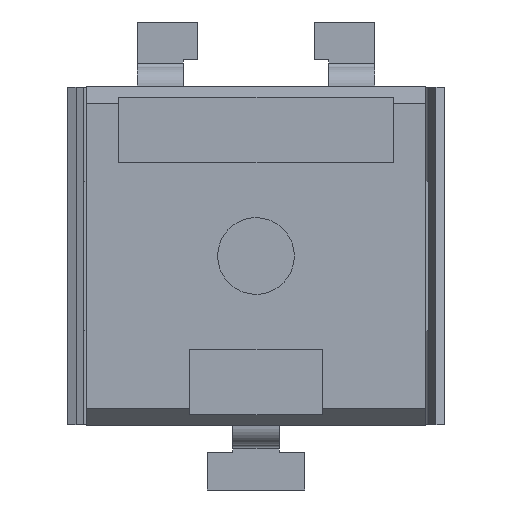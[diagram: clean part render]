
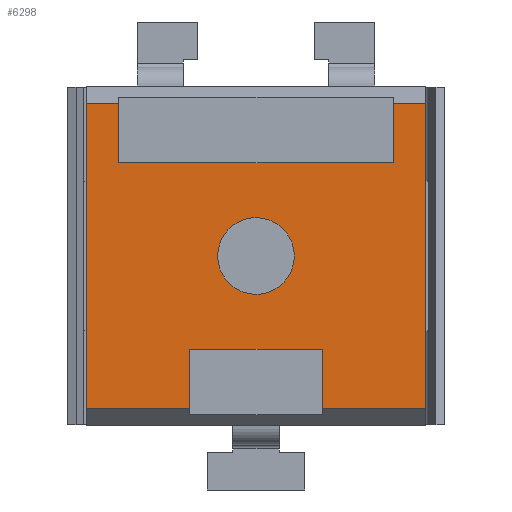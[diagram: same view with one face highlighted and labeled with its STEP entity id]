
A CAD part, front view. The second image highlights one B-rep face of the part: STEP entity #6298.
In plain terms, the highlighted planar face has unit normal (0, -1, 0).
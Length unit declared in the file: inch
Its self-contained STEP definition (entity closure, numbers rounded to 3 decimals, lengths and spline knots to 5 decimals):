
#1350=DIRECTION('',(-1.,0.,0.));
#1351=VECTOR('',#1350,0.054);
#1352=CARTESIAN_POINT('',(0.054,0.,-0.16906));
#1353=LINE('',#1352,#1351);
#1354=DIRECTION('',(0.,0.,1.));
#1355=VECTOR('',#1354,0.15912);
#1356=CARTESIAN_POINT('',(0.,0.,-0.16906));
#1357=LINE('',#1356,#1355);
#1358=DIRECTION('',(1.,0.,0.));
#1359=VECTOR('',#1358,0.017);
#1360=CARTESIAN_POINT('',(0.,0.,-0.00994));
#1361=LINE('',#1360,#1359);
#1362=DIRECTION('',(0.,0.,-1.));
#1363=VECTOR('',#1362,0.03096);
#1364=CARTESIAN_POINT('',(0.017,0.,-0.00994));
#1365=LINE('',#1364,#1363);
#1366=DIRECTION('',(1.,0.,0.));
#1367=VECTOR('',#1366,0.143);
#1368=CARTESIAN_POINT('',(0.017,0.,-0.0409));
#1369=LINE('',#1368,#1367);
#1370=DIRECTION('',(0.,0.,1.));
#1371=VECTOR('',#1370,0.03096);
#1372=CARTESIAN_POINT('',(0.16,0.,-0.0409));
#1373=LINE('',#1372,#1371);
#1374=DIRECTION('',(1.,0.,0.));
#1375=VECTOR('',#1374,0.017);
#1376=CARTESIAN_POINT('',(0.16,0.,-0.00994));
#1377=LINE('',#1376,#1375);
#1378=DIRECTION('',(0.,0.,-1.));
#1379=VECTOR('',#1378,0.15912);
#1380=CARTESIAN_POINT('',(0.177,0.,-0.00994));
#1381=LINE('',#1380,#1379);
#1382=DIRECTION('',(-1.,0.,0.));
#1383=VECTOR('',#1382,0.054);
#1384=CARTESIAN_POINT('',(0.177,0.,-0.16906));
#1385=LINE('',#1384,#1383);
#1386=DIRECTION('',(0.,0.,1.));
#1387=VECTOR('',#1386,0.03096);
#1388=CARTESIAN_POINT('',(0.123,0.,-0.16906));
#1389=LINE('',#1388,#1387);
#1390=DIRECTION('',(-1.,0.,0.));
#1391=VECTOR('',#1390,0.069);
#1392=CARTESIAN_POINT('',(0.123,0.,-0.1381));
#1393=LINE('',#1392,#1391);
#1394=DIRECTION('',(0.,0.,-1.));
#1395=VECTOR('',#1394,0.03096);
#1396=CARTESIAN_POINT('',(0.054,0.,-0.1381));
#1397=LINE('',#1396,#1395);
#1398=CARTESIAN_POINT('',(0.0885,0.,-0.0895));
#1399=DIRECTION('',(0.,-1.,0.));
#1400=DIRECTION('',(-1.,0.,0.));
#1401=AXIS2_PLACEMENT_3D('',#1398,#1399,#1400);
#1403=CARTESIAN_POINT('',(0.0885,0.,-0.0895));
#1404=DIRECTION('',(0.,-1.,0.));
#1405=DIRECTION('',(0.998,0.,-0.063));
#1406=AXIS2_PLACEMENT_3D('',#1403,#1404,#1405);
#1408=CARTESIAN_POINT('',(0.0885,0.,-0.0895));
#1409=DIRECTION('',(0.,-1.,0.));
#1410=DIRECTION('',(1.,0.,0.));
#1411=AXIS2_PLACEMENT_3D('',#1408,#1409,#1410);
#1413=CARTESIAN_POINT('',(0.0885,0.,-0.0895));
#1414=DIRECTION('',(0.,-1.,0.));
#1415=DIRECTION('',(-0.998,0.,0.063));
#1416=AXIS2_PLACEMENT_3D('',#1413,#1414,#1415);
#4695=CARTESIAN_POINT('',(0.,0.,-0.16906));
#4697=VERTEX_POINT('',#4695);
#4717=CARTESIAN_POINT('',(0.,0.,-0.00994));
#4718=VERTEX_POINT('',#4717);
#4720=CARTESIAN_POINT('',(0.054,0.,-0.16906));
#4722=VERTEX_POINT('',#4720);
#4725=CARTESIAN_POINT('',(0.123,0.,-0.16906));
#4726=VERTEX_POINT('',#4725);
#4727=CARTESIAN_POINT('',(0.177,0.,-0.16906));
#4728=VERTEX_POINT('',#4727);
#4731=CARTESIAN_POINT('',(0.054,0.,-0.1381));
#4732=VERTEX_POINT('',#4731);
#4735=CARTESIAN_POINT('',(0.017,0.,-0.00994));
#4736=VERTEX_POINT('',#4735);
#4737=CARTESIAN_POINT('',(0.017,0.,-0.0409));
#4738=VERTEX_POINT('',#4737);
#4739=CARTESIAN_POINT('',(0.16,0.,-0.0409));
#4740=VERTEX_POINT('',#4739);
#4741=CARTESIAN_POINT('',(0.16,0.,-0.00994));
#4742=VERTEX_POINT('',#4741);
#4743=CARTESIAN_POINT('',(0.177,0.,-0.00994));
#4744=VERTEX_POINT('',#4743);
#4745=CARTESIAN_POINT('',(0.123,0.,-0.1381));
#4746=VERTEX_POINT('',#4745);
#4747=CARTESIAN_POINT('',(0.0685,0.,-0.0895));
#4748=CARTESIAN_POINT('',(0.10846,0.,-0.09076));
#4749=VERTEX_POINT('',#4747);
#4750=VERTEX_POINT('',#4748);
#4751=CARTESIAN_POINT('',(0.1085,0.,-0.0895));
#4752=VERTEX_POINT('',#4751);
#4753=CARTESIAN_POINT('',(0.06854,0.,-0.08824));
#4754=VERTEX_POINT('',#4753);
#6261=CARTESIAN_POINT('',(0.0885,0.,-0.0895));
#6262=DIRECTION('',(0.,1.,0.));
#6263=DIRECTION('',(1.,0.,0.));
#6264=AXIS2_PLACEMENT_3D('',#6261,#6262,#6263);
#6265=PLANE('',#6264);
#6266=ORIENTED_EDGE('',*,*,#6241,.T.);
#6267=ORIENTED_EDGE('',*,*,#6218,.T.);
#6269=ORIENTED_EDGE('',*,*,#6268,.T.);
#6271=ORIENTED_EDGE('',*,*,#6270,.T.);
#6273=ORIENTED_EDGE('',*,*,#6272,.T.);
#6275=ORIENTED_EDGE('',*,*,#6274,.T.);
#6277=ORIENTED_EDGE('',*,*,#6276,.T.);
#6279=ORIENTED_EDGE('',*,*,#6278,.T.);
#6280=ORIENTED_EDGE('',*,*,#6234,.T.);
#6282=ORIENTED_EDGE('',*,*,#6281,.T.);
#6284=ORIENTED_EDGE('',*,*,#6283,.T.);
#6285=ORIENTED_EDGE('',*,*,#6252,.T.);
#6286=EDGE_LOOP('',(#6266,#6267,#6269,#6271,#6273,#6275,#6277,#6279,#6280,#6282,
#6284,#6285));
#6287=FACE_OUTER_BOUND('',#6286,.F.);
#6289=ORIENTED_EDGE('',*,*,#6288,.T.);
#6291=ORIENTED_EDGE('',*,*,#6290,.T.);
#6293=ORIENTED_EDGE('',*,*,#6292,.T.);
#6295=ORIENTED_EDGE('',*,*,#6294,.T.);
#6296=EDGE_LOOP('',(#6289,#6291,#6293,#6295));
#6297=FACE_BOUND('',#6296,.F.);
#6298=ADVANCED_FACE('',(#6287,#6297),#6265,.F.);
#1402=CIRCLE('',#1401,0.02);
#1407=CIRCLE('',#1406,0.02);
#1412=CIRCLE('',#1411,0.02);
#1417=CIRCLE('',#1416,0.02);
#6218=EDGE_CURVE('',#4697,#4718,#1357,.T.);
#6234=EDGE_CURVE('',#4728,#4726,#1385,.T.);
#6241=EDGE_CURVE('',#4722,#4697,#1353,.T.);
#6252=EDGE_CURVE('',#4732,#4722,#1397,.T.);
#6268=EDGE_CURVE('',#4718,#4736,#1361,.T.);
#6270=EDGE_CURVE('',#4736,#4738,#1365,.T.);
#6272=EDGE_CURVE('',#4738,#4740,#1369,.T.);
#6274=EDGE_CURVE('',#4740,#4742,#1373,.T.);
#6276=EDGE_CURVE('',#4742,#4744,#1377,.T.);
#6278=EDGE_CURVE('',#4744,#4728,#1381,.T.);
#6281=EDGE_CURVE('',#4726,#4746,#1389,.T.);
#6283=EDGE_CURVE('',#4746,#4732,#1393,.T.);
#6288=EDGE_CURVE('',#4749,#4750,#1402,.T.);
#6290=EDGE_CURVE('',#4750,#4752,#1407,.T.);
#6292=EDGE_CURVE('',#4752,#4754,#1412,.T.);
#6294=EDGE_CURVE('',#4754,#4749,#1417,.T.);
